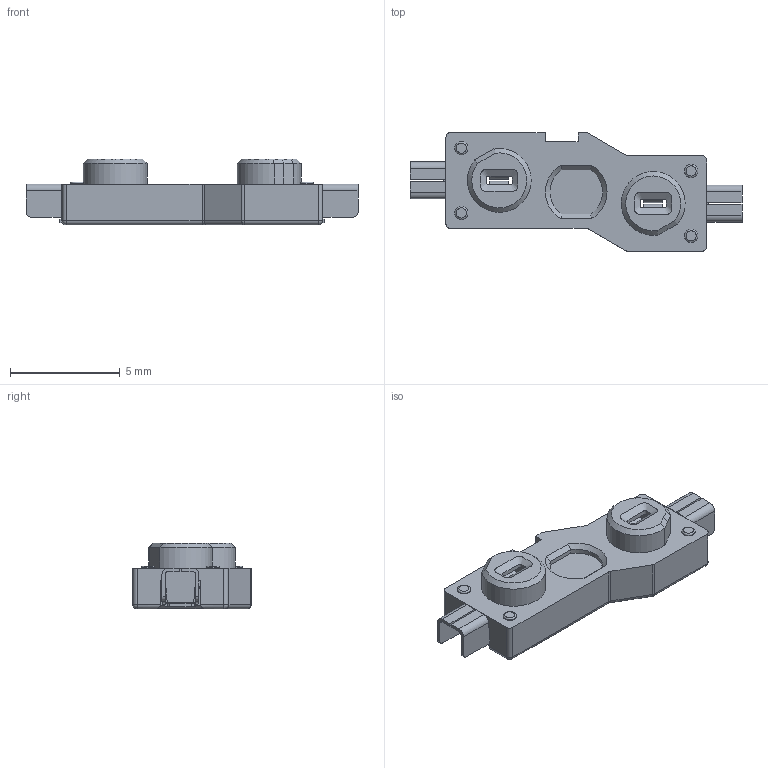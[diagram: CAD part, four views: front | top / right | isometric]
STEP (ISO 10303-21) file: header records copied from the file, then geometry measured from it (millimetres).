
FILE_DESCRIPTION(/* description */ (''),/* implementation_level */ '2;1');
FILE_NAME(/* name */ 'GateronHotswap v3.step',/* time_stamp */ '2023-01-06T22:16:41+08:00',/* author */ (''),/* organization */ (''),/* preprocessor_version */ 'ST-DEVELOPER v19.2',/* originating_system */ 'Autodesk Translation Framework v11.17.0.187',/* authorisation */ '');
FILE_SCHEMA (('AUTOMOTIVE_DESIGN { 1 0 10303 214 3 1 1 }'));
Length unit declared in the file: millimetre
Products named in the file (1): GateronHotswap
Bounding box: 15.1 x 5.39 x 3 mm (x, y, z)
Volume: 94.2 mm3; surface area: 315.1 mm2
Topology: 3 solids, 3 shells, 487 faces, 1284 edges, 797 vertices
Faces by surface type: plane 291, cylinder 102, bspline 78, torus 6, sphere 6, cone 4
Full cylindrical faces by diameter (mm): 0.6 x4
Entity records: 17095 total; most frequent: CARTESIAN_POINT 5341, ORIENTED_EDGE 2568, DIRECTION 2130, EDGE_CURVE 1284, LINE 898, VECTOR 898, VERTEX_POINT 797, AXIS2_PLACEMENT_3D 616
